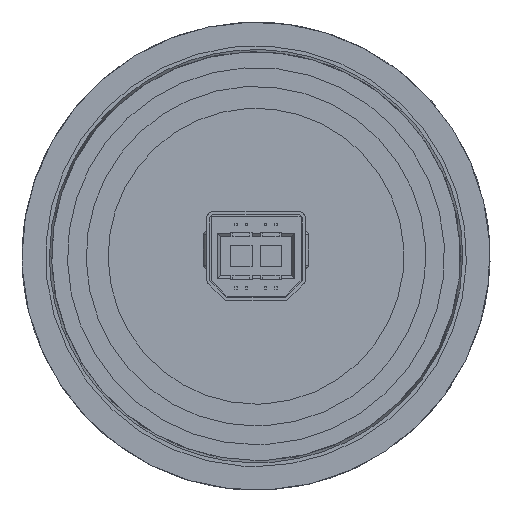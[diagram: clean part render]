
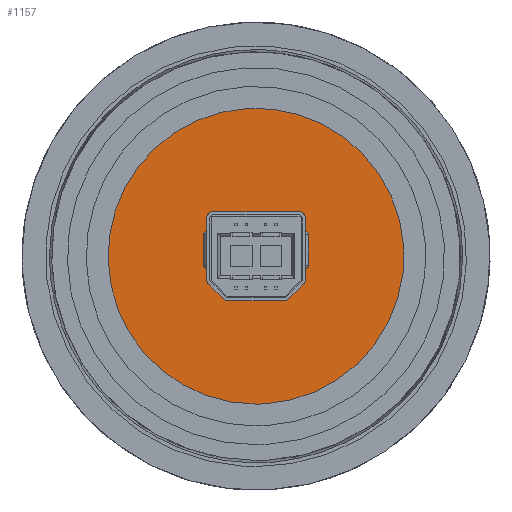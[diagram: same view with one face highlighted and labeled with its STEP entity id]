
A CAD part, front view. The second image highlights one B-rep face of the part: STEP entity #1157.
In plain terms, the highlighted planar face has unit normal (0, -1, 0).
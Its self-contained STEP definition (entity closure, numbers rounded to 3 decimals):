
#1157=ADVANCED_FACE('',(#3916,#3917),#3918,.F.);
#3916=FACE_OUTER_BOUND('',#7798,.T.);
#3917=FACE_BOUND('',#7799,.T.);
#3918=PLANE('',#7800);
#7798=EDGE_LOOP('',(#16271,#16272,#16273));
#7799=EDGE_LOOP('',(#16274,#16275,#16276,#16277,#16278,#16279,#16280,#16281,#16282,#16283,#16284,#16285));
#7800=AXIS2_PLACEMENT_3D('',#16286,#16287,#16288);
#16271=ORIENTED_EDGE('',*,*,#24372,.F.);
#16272=ORIENTED_EDGE('',*,*,#24371,.F.);
#16273=ORIENTED_EDGE('',*,*,#25116,.F.);
#16274=ORIENTED_EDGE('',*,*,#25118,.T.);
#16275=ORIENTED_EDGE('',*,*,#25119,.T.);
#16276=ORIENTED_EDGE('',*,*,#25120,.T.);
#16277=ORIENTED_EDGE('',*,*,#25121,.T.);
#16278=ORIENTED_EDGE('',*,*,#25122,.T.);
#16279=ORIENTED_EDGE('',*,*,#25123,.T.);
#16280=ORIENTED_EDGE('',*,*,#25124,.T.);
#16281=ORIENTED_EDGE('',*,*,#25125,.T.);
#16282=ORIENTED_EDGE('',*,*,#25126,.T.);
#16283=ORIENTED_EDGE('',*,*,#25127,.T.);
#16284=ORIENTED_EDGE('',*,*,#25128,.T.);
#16285=ORIENTED_EDGE('',*,*,#25129,.T.);
#16286=CARTESIAN_POINT('',(12.484,12.1,0.0));
#16287=DIRECTION('',(-0.0,1.0,0.0));
#16288=DIRECTION('',(1.0,0.0,0.0));
#24371=EDGE_CURVE('',#29630,#29633,#29634,.T.);
#24372=EDGE_CURVE('',#29633,#29635,#29636,.T.);
#25116=EDGE_CURVE('',#29635,#29630,#30964,.T.);
#25118=EDGE_CURVE('',#30966,#30967,#30968,.T.);
#25119=EDGE_CURVE('',#30967,#30969,#30970,.T.);
#25120=EDGE_CURVE('',#30969,#30971,#30972,.T.);
#25121=EDGE_CURVE('',#30971,#30973,#30974,.T.);
#25122=EDGE_CURVE('',#30973,#30975,#30976,.T.);
#25123=EDGE_CURVE('',#30975,#30977,#30978,.T.);
#25124=EDGE_CURVE('',#30977,#30979,#30980,.T.);
#25125=EDGE_CURVE('',#30979,#30981,#30982,.T.);
#25126=EDGE_CURVE('',#30981,#30983,#30984,.T.);
#25127=EDGE_CURVE('',#30983,#30985,#30986,.T.);
#25128=EDGE_CURVE('',#30985,#30987,#30988,.T.);
#25129=EDGE_CURVE('',#30987,#30966,#30989,.T.);
#29630=VERTEX_POINT('',#39070);
#29633=VERTEX_POINT('',#39074);
#29634=CIRCLE('',#39075,12.0);
#29635=VERTEX_POINT('',#39076);
#29636=CIRCLE('',#39077,12.0);
#30964=CIRCLE('',#41224,12.0);
#30966=VERTEX_POINT('',#41226);
#30967=VERTEX_POINT('',#41227);
#30968=LINE('',#41228,#41229);
#30969=VERTEX_POINT('',#41230);
#30970=CIRCLE('',#41231,0.5);
#30971=VERTEX_POINT('',#41232);
#30972=LINE('',#41233,#41234);
#30973=VERTEX_POINT('',#41235);
#30974=CIRCLE('',#41236,0.5);
#30975=VERTEX_POINT('',#41237);
#30976=LINE('',#41238,#41239);
#30977=VERTEX_POINT('',#41240);
#30978=CIRCLE('',#41241,0.5);
#30979=VERTEX_POINT('',#41242);
#30980=LINE('',#41243,#41244);
#30981=VERTEX_POINT('',#41245);
#30982=CIRCLE('',#41246,0.5);
#30983=VERTEX_POINT('',#41247);
#30984=LINE('',#41248,#41249);
#30985=VERTEX_POINT('',#41250);
#30986=CIRCLE('',#41251,0.5);
#30987=VERTEX_POINT('',#41252);
#30988=LINE('',#41253,#41254);
#30989=CIRCLE('',#41255,0.5);
#39070=CARTESIAN_POINT('',(0.753,12.1,-11.976));
#39074=CARTESIAN_POINT('',(0.0,12.1,-12.0));
#39075=AXIS2_PLACEMENT_3D('',#50508,#50509,#50510);
#39076=CARTESIAN_POINT('',(-0.753,12.1,11.976));
#39077=AXIS2_PLACEMENT_3D('',#50511,#50512,#50513);
#41224=AXIS2_PLACEMENT_3D('',#51321,#51322,#51323);
#41226=CARTESIAN_POINT('',(4.0,12.1,3.1));
#41227=CARTESIAN_POINT('',(4.0,12.1,-1.893));
#41228=CARTESIAN_POINT('',(4.0,12.1,3.1));
#41229=VECTOR('',#51324,4.993);
#41230=CARTESIAN_POINT('',(3.854,12.1,-2.246));
#41231=AXIS2_PLACEMENT_3D('',#51325,#51326,#51327);
#41232=CARTESIAN_POINT('',(2.646,12.1,-3.454));
#41233=CARTESIAN_POINT('',(3.854,12.1,-2.246));
#41234=VECTOR('',#51328,1.707);
#41235=CARTESIAN_POINT('',(2.293,12.1,-3.6));
#41236=AXIS2_PLACEMENT_3D('',#51329,#51330,#51331);
#41237=CARTESIAN_POINT('',(-2.293,12.1,-3.6));
#41238=CARTESIAN_POINT('',(2.293,12.1,-3.6));
#41239=VECTOR('',#51332,4.586);
#41240=CARTESIAN_POINT('',(-2.646,12.1,-3.454));
#41241=AXIS2_PLACEMENT_3D('',#51333,#51334,#51335);
#41242=CARTESIAN_POINT('',(-3.854,12.1,-2.246));
#41243=CARTESIAN_POINT('',(-2.646,12.1,-3.454));
#41244=VECTOR('',#51336,1.707);
#41245=CARTESIAN_POINT('',(-4.0,12.1,-1.893));
#41246=AXIS2_PLACEMENT_3D('',#51337,#51338,#51339);
#41247=CARTESIAN_POINT('',(-4.0,12.1,3.1));
#41248=CARTESIAN_POINT('',(-4.0,12.1,-1.893));
#41249=VECTOR('',#51340,4.993);
#41250=CARTESIAN_POINT('',(-3.5,12.1,3.6));
#41251=AXIS2_PLACEMENT_3D('',#51341,#51342,#51343);
#41252=CARTESIAN_POINT('',(3.5,12.1,3.6));
#41253=CARTESIAN_POINT('',(-3.5,12.1,3.6));
#41254=VECTOR('',#51344,7.0);
#41255=AXIS2_PLACEMENT_3D('',#51345,#51346,#51347);
#50508=CARTESIAN_POINT('',(0.0,12.1,0.0));
#50509=DIRECTION('',(0.0,1.0,0.0));
#50510=DIRECTION('',(0.0,0.0,1.0));
#50511=CARTESIAN_POINT('',(0.0,12.1,0.0));
#50512=DIRECTION('',(0.0,1.0,0.0));
#50513=DIRECTION('',(0.0,0.0,1.0));
#51321=CARTESIAN_POINT('',(0.0,12.1,0.0));
#51322=DIRECTION('',(0.0,1.0,0.0));
#51323=DIRECTION('',(0.0,0.0,1.0));
#51324=DIRECTION('',(0.0,0.0,-1.0));
#51325=CARTESIAN_POINT('',(3.5,12.1,-1.893));
#51326=DIRECTION('',(-0.0,1.0,0.0));
#51327=DIRECTION('',(1.0,0.0,0.0));
#51328=DIRECTION('',(-0.707,0.0,-0.707));
#51329=CARTESIAN_POINT('',(2.293,12.1,-3.1));
#51330=DIRECTION('',(0.0,1.0,0.0));
#51331=DIRECTION('',(0.707,0.0,-0.707));
#51332=DIRECTION('',(-1.0,0.0,0.0));
#51333=CARTESIAN_POINT('',(-2.293,12.1,-3.1));
#51334=DIRECTION('',(0.0,1.0,0.0));
#51335=DIRECTION('',(0.0,0.0,-1.0));
#51336=DIRECTION('',(-0.707,0.0,0.707));
#51337=CARTESIAN_POINT('',(-3.5,12.1,-1.893));
#51338=DIRECTION('',(0.0,1.0,0.0));
#51339=DIRECTION('',(-0.707,0.0,-0.707));
#51340=DIRECTION('',(0.0,0.0,1.0));
#51341=CARTESIAN_POINT('',(-3.5,12.1,3.1));
#51342=DIRECTION('',(0.0,1.0,0.0));
#51343=DIRECTION('',(-1.0,0.0,0.0));
#51344=DIRECTION('',(1.0,0.0,0.0));
#51345=CARTESIAN_POINT('',(3.5,12.1,3.1));
#51346=DIRECTION('',(0.0,1.0,0.0));
#51347=DIRECTION('',(0.0,0.0,1.0));
